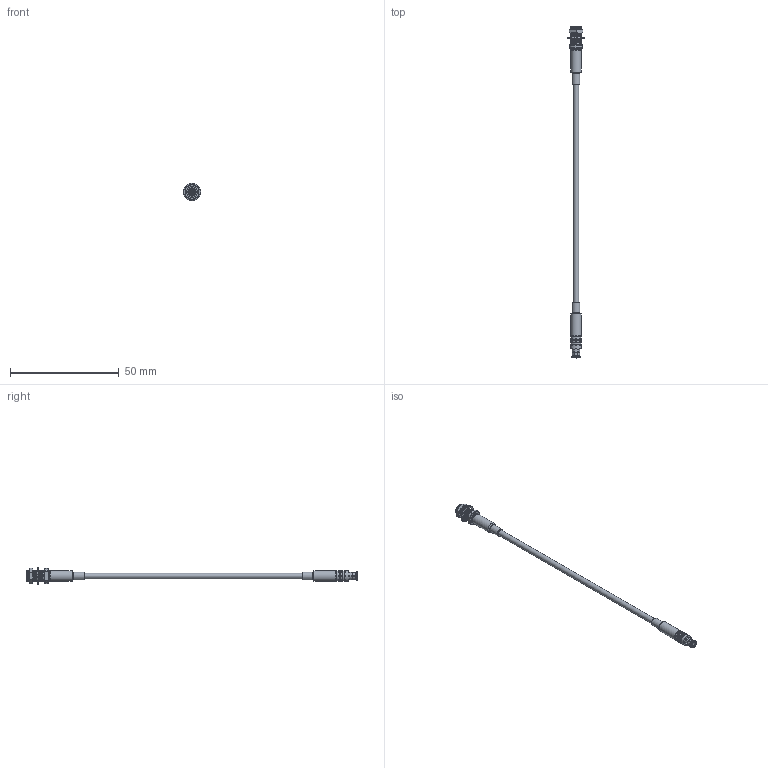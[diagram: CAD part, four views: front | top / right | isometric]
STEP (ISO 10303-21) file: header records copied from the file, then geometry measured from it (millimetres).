
FILE_DESCRIPTION(/* description */ ('Unknown'),/* implementation_level */ '2;1');
FILE_NAME(/* name */ '65506506215303',/* time_stamp */ '2019-05-09T09:39:46+02:00',/* author */ ('Unknown'),/* organization */ ('Unknown'),/* preprocessor_version */ 'ST-DEVELOPER v16.7',/* originating_system */ 'DEX',/* authorisation */ $);
FILE_SCHEMA (('AUTOMOTIVE_DESIGN {1 0 10303 214 3 1 1}'));
Length unit declared in the file: millimetre
Products named in the file (1): 65506506215303
Bounding box: 7.9 x 152.41 x 7.9 mm (x, y, z)
Volume: 1361.7 mm3; surface area: 2083.2 mm2
Topology: 2 solids, 2 shells, 209 faces, 529 edges, 346 vertices
Faces by surface type: plane 84, cylinder 72, cone 42, bspline 6, torus 5
Full cylindrical faces by diameter (mm): 0.5 x1, 0.56 x1, 0.94 x1, 0.96 x1, 1.89 x1, 2.04 x1, 2.4 x1, 2.5 x1, 2.6 x1, 3.4 x1, 3.45 x1, 3.6 x2, 4.6 x5, 4.8 x2, 5 x5, 7.9 x1
Entity records: 11036 total; most frequent: CARTESIAN_POINT 5104, DIRECTION 964, ORIENTED_EDGE 944, EDGE_CURVE 472, AXIS2_PLACEMENT_3D 397, VERTEX_POINT 329, EDGE_LOOP 273, FACE_BOUND 273
